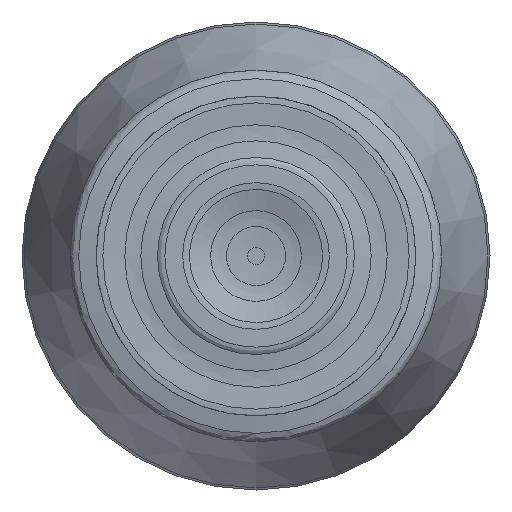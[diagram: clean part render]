
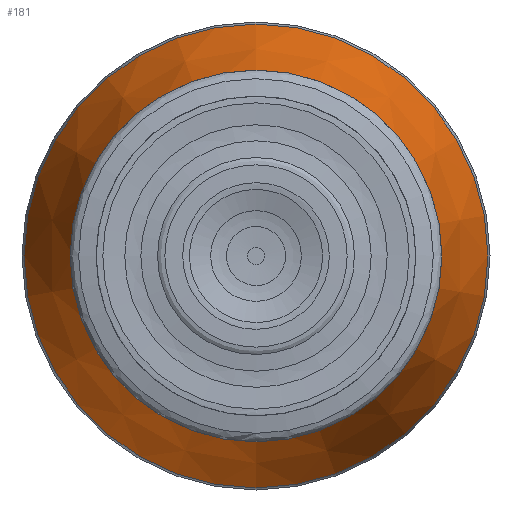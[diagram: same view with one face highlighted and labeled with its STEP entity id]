
A CAD part, left-side view. The second image highlights one B-rep face of the part: STEP entity #181.
In plain terms, the highlighted conical face has half-angle 18.435 degrees and reference radius 16.846 mm.
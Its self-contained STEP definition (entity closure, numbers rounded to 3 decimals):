
#159=CONICAL_SURFACE('',#717,16.846,18.435);
#181=ADVANCED_FACE('',(#255,#256),#159,.T.);
#255=FACE_BOUND('',#354,.T.);
#256=FACE_BOUND('',#355,.T.);
#354=EDGE_LOOP('',(#456));
#355=EDGE_LOOP('',(#457));
#456=ORIENTED_EDGE('',*,*,#595,.T.);
#457=ORIENTED_EDGE('',*,*,#594,.F.);
#543=VERTEX_POINT('',#1009);
#544=VERTEX_POINT('',#1012);
#594=EDGE_CURVE('',#543,#543,#645,.T.);
#595=EDGE_CURVE('',#544,#544,#646,.T.);
#645=CIRCLE('',#714,16.846);
#646=CIRCLE('',#716,13.257);
#714=AXIS2_PLACEMENT_3D('',#1008,#821,#822);
#716=AXIS2_PLACEMENT_3D('',#1011,#825,#826);
#717=AXIS2_PLACEMENT_3D('',#1013,#827,#828);
#821=DIRECTION('',(1.,0.,0.));
#822=DIRECTION('',(0.,0.,1.));
#825=DIRECTION('',(1.,0.,0.));
#826=DIRECTION('',(0.,0.,1.));
#827=DIRECTION('',(1.,0.,0.));
#828=DIRECTION('',(0.,0.,-1.));
#1008=CARTESIAN_POINT('',(151.538,0.,0.));
#1009=CARTESIAN_POINT('',(151.538,0.,16.846));
#1011=CARTESIAN_POINT('',(140.77,0.,0.));
#1012=CARTESIAN_POINT('',(140.77,0.,13.257));
#1013=CARTESIAN_POINT('',(151.538,0.,0.));
